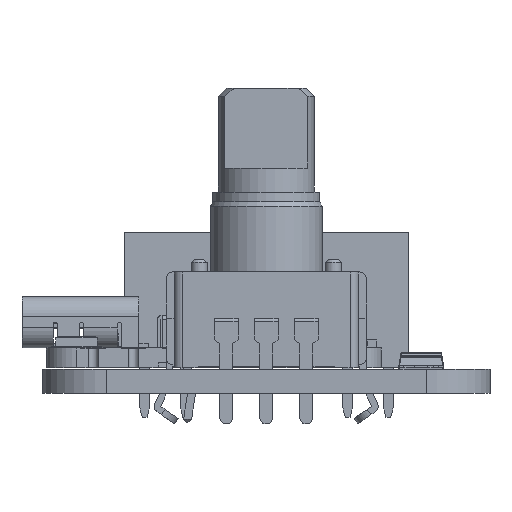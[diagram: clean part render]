
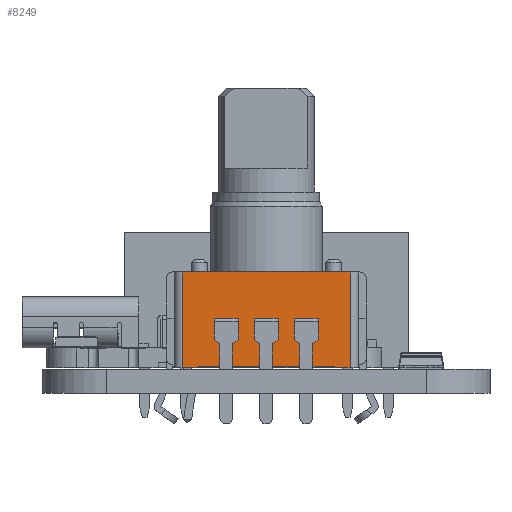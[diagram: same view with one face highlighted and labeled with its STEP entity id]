
A CAD part, front view. The second image highlights one B-rep face of the part: STEP entity #8249.
In plain terms, the highlighted face is planar.
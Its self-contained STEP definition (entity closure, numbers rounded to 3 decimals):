
#5032 = VERTEX_POINT('',#5033);
#5033 = CARTESIAN_POINT('',(-4.25,0.,-6.7));
#5039 = EDGE_CURVE('',#5040,#5032,#5042,.T.);
#5040 = VERTEX_POINT('',#5041);
#5041 = CARTESIAN_POINT('',(-5.25,0.,-6.7));
#5042 = LINE('',#5043,#5044);
#5043 = CARTESIAN_POINT('',(-5.25,0.,-6.7));
#5044 = VECTOR('',#5045,1.);
#5045 = DIRECTION('',(1.,0.,0.));
#5411 = VERTEX_POINT('',#5412);
#5412 = CARTESIAN_POINT('',(-5.25,6.,
    -6.7));
#5419 = EDGE_CURVE('',#5411,#5420,#5422,.T.);
#5420 = VERTEX_POINT('',#5421);
#5421 = CARTESIAN_POINT('',(5.25,6.,
    -6.7));
#5422 = LINE('',#5423,#5424);
#5423 = CARTESIAN_POINT('',(-5.25,6.,
    -6.7));
#5424 = VECTOR('',#5425,1.);
#5425 = DIRECTION('',(1.,0.,0.));
#5916 = VERTEX_POINT('',#5917);
#5917 = CARTESIAN_POINT('',(4.25,0.1,
    -6.7));
#5923 = EDGE_CURVE('',#5924,#5916,#5926,.T.);
#5924 = VERTEX_POINT('',#5925);
#5925 = CARTESIAN_POINT('',(-4.25,0.1,
    -6.7));
#5926 = LINE('',#5927,#5928);
#5927 = CARTESIAN_POINT('',(-4.25,0.1,
    -6.7));
#5928 = VECTOR('',#5929,1.);
#5929 = DIRECTION('',(1.,0.,0.));
#8229 = VERTEX_POINT('',#8230);
#8230 = CARTESIAN_POINT('',(5.25,0.,-6.7));
#8237 = EDGE_CURVE('',#5420,#8229,#8238,.T.);
#8238 = LINE('',#8239,#8240);
#8239 = CARTESIAN_POINT('',(5.25,6.,
    -6.7));
#8240 = VECTOR('',#8241,1.);
#8241 = DIRECTION('',(0.,-1.,0.));
#8249 = ADVANCED_FACE('',(#8250,#8282,#8316,#8350),#8384,.T.);
#8250 = FACE_BOUND('',#8251,.F.);
#8251 = EDGE_LOOP('',(#8252,#8253,#8261,#8267,#8268,#8269,#8275,#8276));
#8252 = ORIENTED_EDGE('',*,*,#5923,.T.);
#8253 = ORIENTED_EDGE('',*,*,#8254,.T.);
#8254 = EDGE_CURVE('',#5916,#8255,#8257,.T.);
#8255 = VERTEX_POINT('',#8256);
#8256 = CARTESIAN_POINT('',(4.25,0.,-6.7));
#8257 = LINE('',#8258,#8259);
#8258 = CARTESIAN_POINT('',(4.25,0.1,
    -6.7));
#8259 = VECTOR('',#8260,1.);
#8260 = DIRECTION('',(0.,-1.,0.));
#8261 = ORIENTED_EDGE('',*,*,#8262,.T.);
#8262 = EDGE_CURVE('',#8255,#8229,#8263,.T.);
#8263 = LINE('',#8264,#8265);
#8264 = CARTESIAN_POINT('',(4.25,0.,-6.7));
#8265 = VECTOR('',#8266,1.);
#8266 = DIRECTION('',(1.,0.,0.));
#8267 = ORIENTED_EDGE('',*,*,#8237,.F.);
#8268 = ORIENTED_EDGE('',*,*,#5419,.F.);
#8269 = ORIENTED_EDGE('',*,*,#8270,.F.);
#8270 = EDGE_CURVE('',#5040,#5411,#8271,.T.);
#8271 = LINE('',#8272,#8273);
#8272 = CARTESIAN_POINT('',(-5.25,0.,-6.7));
#8273 = VECTOR('',#8274,1.);
#8274 = DIRECTION('',(0.,1.,0.));
#8275 = ORIENTED_EDGE('',*,*,#5039,.T.);
#8276 = ORIENTED_EDGE('',*,*,#8277,.F.);
#8277 = EDGE_CURVE('',#5924,#5032,#8278,.T.);
#8278 = LINE('',#8279,#8280);
#8279 = CARTESIAN_POINT('',(-4.25,0.1,
    -6.7));
#8280 = VECTOR('',#8281,1.);
#8281 = DIRECTION('',(0.,-1.,0.));
#8282 = FACE_BOUND('',#8283,.F.);
#8283 = EDGE_LOOP('',(#8284,#8294,#8302,#8310));
#8284 = ORIENTED_EDGE('',*,*,#8285,.T.);
#8285 = EDGE_CURVE('',#8286,#8288,#8290,.T.);
#8286 = VERTEX_POINT('',#8287);
#8287 = CARTESIAN_POINT('',(1.75,3.1,
    -6.7));
#8288 = VERTEX_POINT('',#8289);
#8289 = CARTESIAN_POINT('',(3.25,3.1,
    -6.7));
#8290 = LINE('',#8291,#8292);
#8291 = CARTESIAN_POINT('',(1.75,3.1,
    -6.7));
#8292 = VECTOR('',#8293,1.);
#8293 = DIRECTION('',(1.,0.,0.));
#8294 = ORIENTED_EDGE('',*,*,#8295,.F.);
#8295 = EDGE_CURVE('',#8296,#8288,#8298,.T.);
#8296 = VERTEX_POINT('',#8297);
#8297 = CARTESIAN_POINT('',(3.25,2.9,
    -6.7));
#8298 = LINE('',#8299,#8300);
#8299 = CARTESIAN_POINT('',(3.25,2.9,
    -6.7));
#8300 = VECTOR('',#8301,1.);
#8301 = DIRECTION('',(0.,1.,0.));
#8302 = ORIENTED_EDGE('',*,*,#8303,.F.);
#8303 = EDGE_CURVE('',#8304,#8296,#8306,.T.);
#8304 = VERTEX_POINT('',#8305);
#8305 = CARTESIAN_POINT('',(1.75,2.9,
    -6.7));
#8306 = LINE('',#8307,#8308);
#8307 = CARTESIAN_POINT('',(1.75,2.9,
    -6.7));
#8308 = VECTOR('',#8309,1.);
#8309 = DIRECTION('',(1.,0.,0.));
#8310 = ORIENTED_EDGE('',*,*,#8311,.T.);
#8311 = EDGE_CURVE('',#8304,#8286,#8312,.T.);
#8312 = LINE('',#8313,#8314);
#8313 = CARTESIAN_POINT('',(1.75,2.9,
    -6.7));
#8314 = VECTOR('',#8315,1.);
#8315 = DIRECTION('',(0.,1.,0.));
#8316 = FACE_BOUND('',#8317,.F.);
#8317 = EDGE_LOOP('',(#8318,#8328,#8336,#8344));
#8318 = ORIENTED_EDGE('',*,*,#8319,.T.);
#8319 = EDGE_CURVE('',#8320,#8322,#8324,.T.);
#8320 = VERTEX_POINT('',#8321);
#8321 = CARTESIAN_POINT('',(-0.75,3.1,
    -6.7));
#8322 = VERTEX_POINT('',#8323);
#8323 = CARTESIAN_POINT('',(0.75,3.1,
    -6.7));
#8324 = LINE('',#8325,#8326);
#8325 = CARTESIAN_POINT('',(-0.75,3.1,
    -6.7));
#8326 = VECTOR('',#8327,1.);
#8327 = DIRECTION('',(1.,0.,0.));
#8328 = ORIENTED_EDGE('',*,*,#8329,.F.);
#8329 = EDGE_CURVE('',#8330,#8322,#8332,.T.);
#8330 = VERTEX_POINT('',#8331);
#8331 = CARTESIAN_POINT('',(0.75,2.9,
    -6.7));
#8332 = LINE('',#8333,#8334);
#8333 = CARTESIAN_POINT('',(0.75,2.9,
    -6.7));
#8334 = VECTOR('',#8335,1.);
#8335 = DIRECTION('',(0.,1.,0.));
#8336 = ORIENTED_EDGE('',*,*,#8337,.F.);
#8337 = EDGE_CURVE('',#8338,#8330,#8340,.T.);
#8338 = VERTEX_POINT('',#8339);
#8339 = CARTESIAN_POINT('',(-0.75,2.9,
    -6.7));
#8340 = LINE('',#8341,#8342);
#8341 = CARTESIAN_POINT('',(-0.75,2.9,
    -6.7));
#8342 = VECTOR('',#8343,1.);
#8343 = DIRECTION('',(1.,0.,0.));
#8344 = ORIENTED_EDGE('',*,*,#8345,.T.);
#8345 = EDGE_CURVE('',#8338,#8320,#8346,.T.);
#8346 = LINE('',#8347,#8348);
#8347 = CARTESIAN_POINT('',(-0.75,2.9,
    -6.7));
#8348 = VECTOR('',#8349,1.);
#8349 = DIRECTION('',(0.,1.,0.));
#8350 = FACE_BOUND('',#8351,.F.);
#8351 = EDGE_LOOP('',(#8352,#8362,#8370,#8378));
#8352 = ORIENTED_EDGE('',*,*,#8353,.T.);
#8353 = EDGE_CURVE('',#8354,#8356,#8358,.T.);
#8354 = VERTEX_POINT('',#8355);
#8355 = CARTESIAN_POINT('',(-3.25,3.1,
    -6.7));
#8356 = VERTEX_POINT('',#8357);
#8357 = CARTESIAN_POINT('',(-1.75,3.1,
    -6.7));
#8358 = LINE('',#8359,#8360);
#8359 = CARTESIAN_POINT('',(-3.25,3.1,
    -6.7));
#8360 = VECTOR('',#8361,1.);
#8361 = DIRECTION('',(1.,0.,0.));
#8362 = ORIENTED_EDGE('',*,*,#8363,.F.);
#8363 = EDGE_CURVE('',#8364,#8356,#8366,.T.);
#8364 = VERTEX_POINT('',#8365);
#8365 = CARTESIAN_POINT('',(-1.75,2.9,
    -6.7));
#8366 = LINE('',#8367,#8368);
#8367 = CARTESIAN_POINT('',(-1.75,2.9,
    -6.7));
#8368 = VECTOR('',#8369,1.);
#8369 = DIRECTION('',(0.,1.,0.));
#8370 = ORIENTED_EDGE('',*,*,#8371,.F.);
#8371 = EDGE_CURVE('',#8372,#8364,#8374,.T.);
#8372 = VERTEX_POINT('',#8373);
#8373 = CARTESIAN_POINT('',(-3.25,2.9,
    -6.7));
#8374 = LINE('',#8375,#8376);
#8375 = CARTESIAN_POINT('',(-3.25,2.9,
    -6.7));
#8376 = VECTOR('',#8377,1.);
#8377 = DIRECTION('',(1.,0.,0.));
#8378 = ORIENTED_EDGE('',*,*,#8379,.T.);
#8379 = EDGE_CURVE('',#8372,#8354,#8380,.T.);
#8380 = LINE('',#8381,#8382);
#8381 = CARTESIAN_POINT('',(-3.25,2.9,
    -6.7));
#8382 = VECTOR('',#8383,1.);
#8383 = DIRECTION('',(0.,1.,0.));
#8384 = PLANE('',#8385);
#8385 = AXIS2_PLACEMENT_3D('',#8386,#8387,#8388);
#8386 = CARTESIAN_POINT('',(5.75,0.,-6.7));
#8387 = DIRECTION('',(0.,0.,-1.));
#8388 = DIRECTION('',(-1.,0.,0.));
